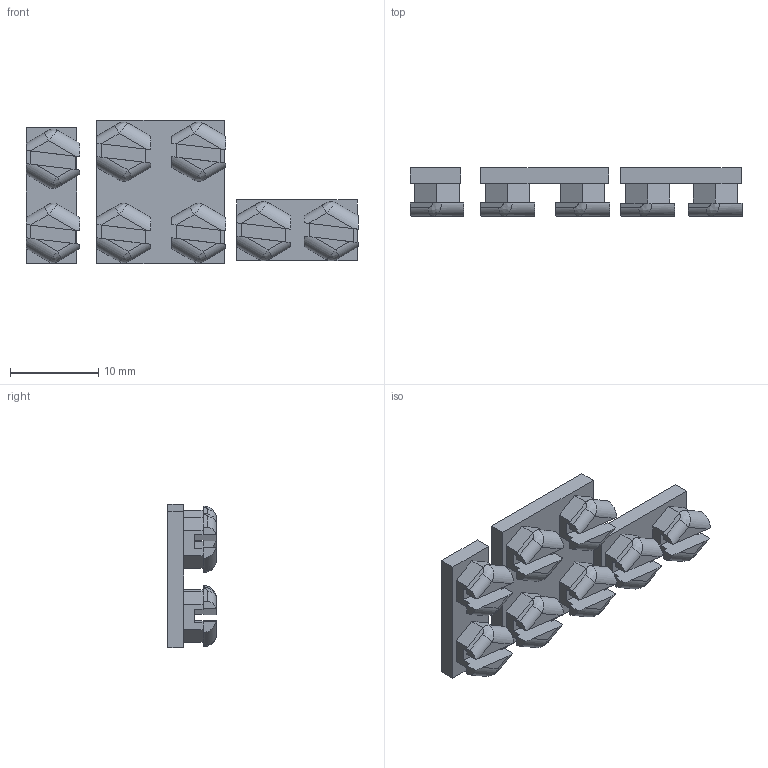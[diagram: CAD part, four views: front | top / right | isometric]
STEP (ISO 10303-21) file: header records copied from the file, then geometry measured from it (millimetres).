
FILE_DESCRIPTION(/* description */ (''),/* implementation_level */ '2;1');
FILE_NAME(/* name */ 'Halterung_Horizontal_Vertikal.step',/* time_stamp */ '2023-08-22T21:45:31+02:00',/* author */ (''),/* organization */ (''),/* preprocessor_version */ 'ST-DEVELOPER v19.2',/* originating_system */ 'Autodesk Translation Framework v12.6.0.85',/* authorisation */ '');
FILE_SCHEMA (('AUTOMOTIVE_DESIGN { 1 0 10303 214 3 1 1 }'));
Length unit declared in the file: millimetre
Products named in the file (3): FINS_Halterung_Senkrecht_V2 (v3~recovered); Komponente2; Komponente3
Assembly tree (2 placements, depth 2):
  FINS_Halterung_Senkrecht_V2 (v3~recovered)
    Komponente2
    Komponente3
Bounding box: 37.59 x 5.5 x 16.2 mm (x, y, z)
Volume: 1305.8 mm3; surface area: 1884.5 mm2
Topology: 3 solids, 3 shells, 218 faces, 596 edges, 392 vertices
Faces by surface type: plane 170, cylinder 32, bspline 16
Entity records: 7328 total; most frequent: CARTESIAN_POINT 1691, ORIENTED_EDGE 1192, DIRECTION 1106, EDGE_CURVE 596, LINE 468, VECTOR 468, VERTEX_POINT 392, AXIS2_PLACEMENT_3D 319
